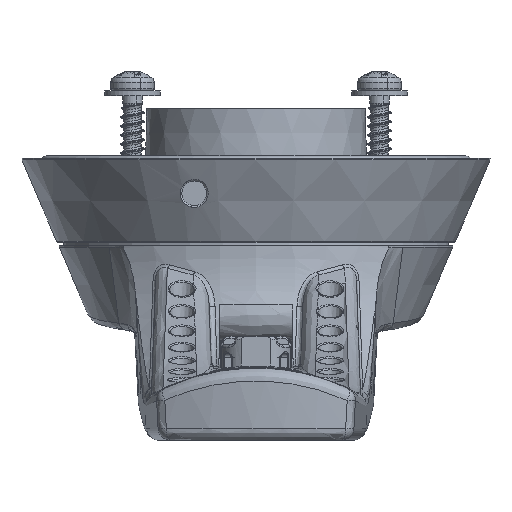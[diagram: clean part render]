
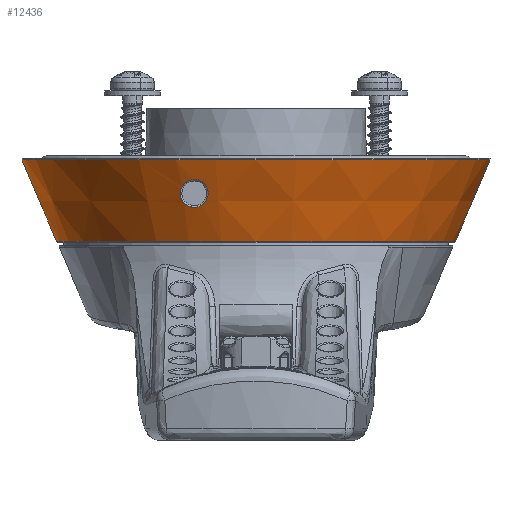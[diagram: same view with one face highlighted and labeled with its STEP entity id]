
A CAD part, front view. The second image highlights one B-rep face of the part: STEP entity #12436.
In plain terms, the highlighted conical face has half-angle 23 degrees and reference radius 32.25 mm.
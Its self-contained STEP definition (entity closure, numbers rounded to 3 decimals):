
#9421=CONICAL_SURFACE('',#62822,32.25,23.);
#9729=FACE_BOUND('',#20707,.T.);
#9730=FACE_BOUND('',#20708,.T.);
#9731=FACE_BOUND('',#20709,.T.);
#12436=ADVANCED_FACE('',(#9729,#9730,#9731),#9421,.T.);
#20707=EDGE_LOOP('',(#36109));
#20708=EDGE_LOOP('',(#36110));
#20709=EDGE_LOOP('',(#36111));
#23703=B_SPLINE_CURVE_WITH_KNOTS('',3,(#124128,#124129,#124130,#124131,
#124132,#124133,#124134,#124135,#124136,#124137,#124138,#124139,#124140,
#124141,#124142,#124143,#124144,#124145,#124146,#124147,#124148,#124149,
#124150,#124151,#124152,#124153,#124154,#124155,#124156,#124157,#124158,
#124159,#124160,#124161,#124162,#124163,#124164,#124165,#124166,#124167,
#124168,#124169,#124170,#124171,#124172,#124173,#124174,#124175,#124176,
#124177,#124178,#124179,#124180,#124181,#124182,#124183,#124184,#124185),
 .UNSPECIFIED.,.T.,.F.,(1,3,3,3,3,3,3,3,3,3,3,3,3,3,3,3,3,3,3,3,3,1),(-0.027,
0.,0.059,0.119,0.184,0.249,
0.299,0.349,0.394,0.439,
0.485,0.537,0.594,0.655,
0.717,0.778,0.834,0.883,
0.929,0.973,1.,1.059),.UNSPECIFIED.);
#36109=ORIENTED_EDGE('',*,*,#53361,.T.);
#36110=ORIENTED_EDGE('',*,*,#53362,.T.);
#36111=ORIENTED_EDGE('',*,*,#53137,.F.);
#45037=VERTEX_POINT('',#123293);
#45198=VERTEX_POINT('',#124186);
#45199=VERTEX_POINT('',#124188);
#53137=EDGE_CURVE('',#45037,#45037,#58232,.T.);
#53361=EDGE_CURVE('',#45198,#45198,#23703,.T.);
#53362=EDGE_CURVE('',#45199,#45199,#58339,.T.);
#58232=CIRCLE('',#62647,32.302);
#58339=CIRCLE('',#62821,37.896);
#62647=AXIS2_PLACEMENT_3D('',#123292,#73298,#73299);
#62821=AXIS2_PLACEMENT_3D('',#124187,#73702,#73703);
#62822=AXIS2_PLACEMENT_3D('',#124189,#73704,#73705);
#73298=DIRECTION('',(0.,0.,-1.));
#73299=DIRECTION('',(1.,0.,0.));
#73702=DIRECTION('',(0.,0.,-1.));
#73703=DIRECTION('',(0.,-1.,0.));
#73704=DIRECTION('',(0.,0.,1.));
#73705=DIRECTION('',(1.,0.,0.));
#123292=CARTESIAN_POINT('',(0.,0.,0.122));
#123293=CARTESIAN_POINT('',(32.302,0.,0.122));
#124128=CARTESIAN_POINT('',(-12.23,-33.29,7.574));
#124129=CARTESIAN_POINT('',(-12.27,-33.399,7.848));
#124130=CARTESIAN_POINT('',(-12.258,-33.529,8.125));
#124131=CARTESIAN_POINT('',(-12.201,-33.666,8.383));
#124132=CARTESIAN_POINT('',(-12.145,-33.802,8.64));
#124133=CARTESIAN_POINT('',(-12.043,-33.949,8.885));
#124134=CARTESIAN_POINT('',(-11.906,-34.095,9.103));
#124135=CARTESIAN_POINT('',(-11.754,-34.256,9.343));
#124136=CARTESIAN_POINT('',(-11.556,-34.419,9.556));
#124137=CARTESIAN_POINT('',(-11.323,-34.571,9.725));
#124138=CARTESIAN_POINT('',(-11.087,-34.724,9.896));
#124139=CARTESIAN_POINT('',(-10.808,-34.871,10.026));
#124140=CARTESIAN_POINT('',(-10.51,-34.991,10.096));
#124141=CARTESIAN_POINT('',(-10.284,-35.082,10.148));
#124142=CARTESIAN_POINT('',(-10.041,-35.161,10.167));
#124143=CARTESIAN_POINT('',(-9.8,-35.219,10.145));
#124144=CARTESIAN_POINT('',(-9.557,-35.276,10.124));
#124145=CARTESIAN_POINT('',(-9.309,-35.315,10.061));
#124146=CARTESIAN_POINT('',(-9.081,-35.329,9.959));
#124147=CARTESIAN_POINT('',(-8.874,-35.342,9.866));
#124148=CARTESIAN_POINT('',(-8.677,-35.335,9.74));
#124149=CARTESIAN_POINT('',(-8.507,-35.31,9.59));
#124150=CARTESIAN_POINT('',(-8.342,-35.286,9.444));
#124151=CARTESIAN_POINT('',(-8.198,-35.245,9.272));
#124152=CARTESIAN_POINT('',(-8.084,-35.191,9.089));
#124153=CARTESIAN_POINT('',(-7.964,-35.135,8.895));
#124154=CARTESIAN_POINT('',(-7.874,-35.063,8.684));
#124155=CARTESIAN_POINT('',(-7.818,-34.982,8.47));
#124156=CARTESIAN_POINT('',(-7.757,-34.894,8.235));
#124157=CARTESIAN_POINT('',(-7.734,-34.793,7.991));
#124158=CARTESIAN_POINT('',(-7.75,-34.687,7.755));
#124159=CARTESIAN_POINT('',(-7.766,-34.57,7.495));
#124160=CARTESIAN_POINT('',(-7.829,-34.444,7.238));
#124161=CARTESIAN_POINT('',(-7.931,-34.318,7.003));
#124162=CARTESIAN_POINT('',(-8.041,-34.183,6.751));
#124163=CARTESIAN_POINT('',(-8.198,-34.043,6.516));
#124164=CARTESIAN_POINT('',(-8.392,-33.91,6.32));
#124165=CARTESIAN_POINT('',(-8.589,-33.773,6.118));
#124166=CARTESIAN_POINT('',(-8.83,-33.637,5.951));
#124167=CARTESIAN_POINT('',(-9.095,-33.515,5.835));
#124168=CARTESIAN_POINT('',(-9.35,-33.396,5.723));
#124169=CARTESIAN_POINT('',(-9.636,-33.286,5.656));
#124170=CARTESIAN_POINT('',(-9.925,-33.195,5.647));
#124171=CARTESIAN_POINT('',(-10.19,-33.112,5.638));
#124172=CARTESIAN_POINT('',(-10.467,-33.043,5.678));
#124173=CARTESIAN_POINT('',(-10.727,-32.998,5.766));
#124174=CARTESIAN_POINT('',(-10.959,-32.958,5.846));
#124175=CARTESIAN_POINT('',(-11.185,-32.936,5.967));
#124176=CARTESIAN_POINT('',(-11.382,-32.936,6.119));
#124177=CARTESIAN_POINT('',(-11.562,-32.937,6.259));
#124178=CARTESIAN_POINT('',(-11.722,-32.956,6.429));
#124179=CARTESIAN_POINT('',(-11.851,-32.994,6.614));
#124180=CARTESIAN_POINT('',(-11.977,-33.03,6.796));
#124181=CARTESIAN_POINT('',(-12.075,-33.085,6.996));
#124182=CARTESIAN_POINT('',(-12.142,-33.152,7.199));
#124183=CARTESIAN_POINT('',(-12.182,-33.193,7.323));
#124184=CARTESIAN_POINT('',(-12.212,-33.24,7.449));
#124185=CARTESIAN_POINT('',(-12.23,-33.29,7.574));
#124186=CARTESIAN_POINT('',(-12.23,-33.29,7.574));
#124187=CARTESIAN_POINT('',(0.,0.,13.3));
#124188=CARTESIAN_POINT('',(0.,-37.896,13.3));
#124189=CARTESIAN_POINT('',(0.,0.,0.));
